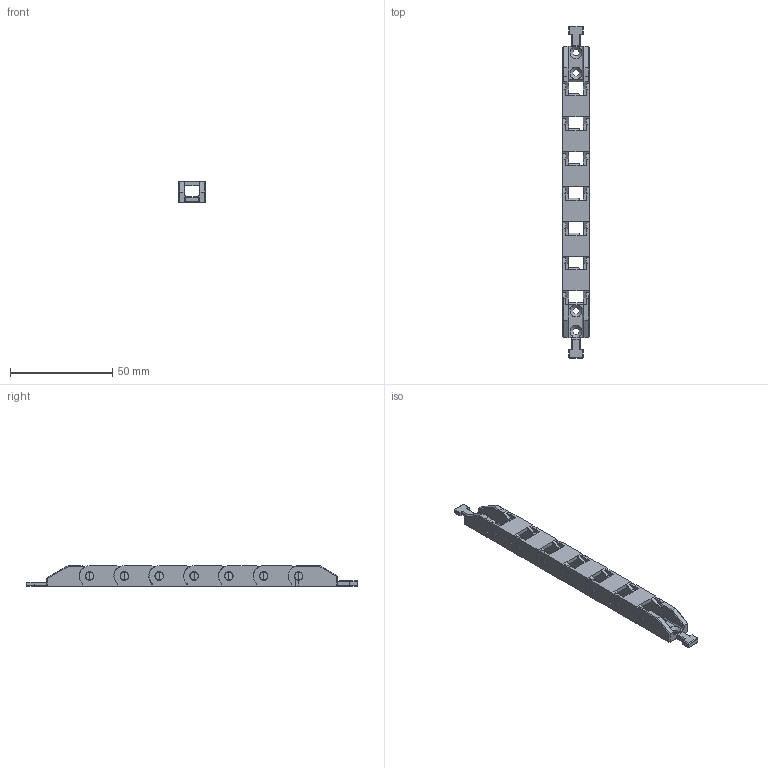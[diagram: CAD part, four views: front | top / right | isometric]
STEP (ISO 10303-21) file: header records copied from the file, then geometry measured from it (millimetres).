
FILE_DESCRIPTION(/* description */ (''),/* implementation_level */ '2;1');
FILE_NAME(/* name */ 'Printable 7x7 CableChain v13.step',/* time_stamp */ '2024-07-16T22:37:43-04:00',/* author */ (''),/* organization */ (''),/* preprocessor_version */ 'ST-DEVELOPER v20',/* originating_system */ 'Autodesk Translation Framework v13.14.0.145',/* authorisation */ '');
FILE_SCHEMA (('AUTOMOTIVE_DESIGN { 1 0 10303 214 3 1 1 }'));
Length unit declared in the file: millimetre
Products named in the file (1): Printable 7x7 CableChain
Bounding box: 13 x 162.03 x 10 mm (x, y, z)
Volume: 9498.7 mm3; surface area: 12330.5 mm2
Topology: 10 solids, 10 shells, 609 faces, 1715 edges, 1126 vertices
Faces by surface type: plane 509, cylinder 96, cone 4
Full cylindrical faces by diameter (mm): 3.2 x4, 3.85 x14
Entity records: 19571 total; most frequent: CARTESIAN_POINT 3451, ORIENTED_EDGE 3430, DIRECTION 3237, EDGE_CURVE 1715, LINE 1413, VECTOR 1413, VERTEX_POINT 1126, AXIS2_PLACEMENT_3D 912
